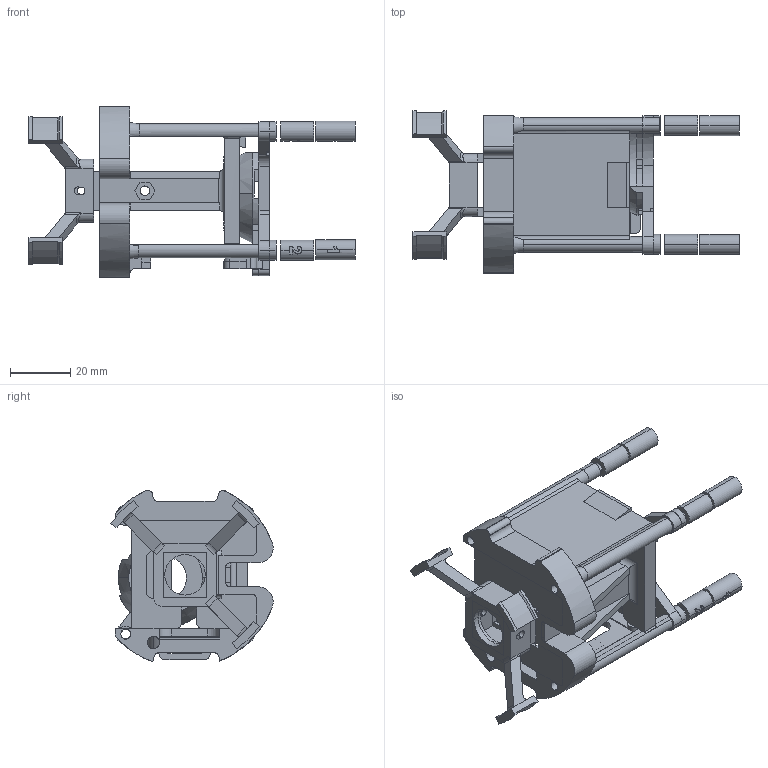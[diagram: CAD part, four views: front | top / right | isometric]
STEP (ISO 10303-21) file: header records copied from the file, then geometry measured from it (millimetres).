
FILE_DESCRIPTION(/* description */ ('VariCAD 2023-2.03 AP-214'),/* implementation_level */ '2;1');
FILE_NAME(/* name */ 'tisk.stp',/* time_stamp */ '2023-04-26T10:24:44+01:00',/* author */ (''),/* organization */ (''),/* preprocessor_version */ 'VariCAD 2023-2.03',/* originating_system */ 'VariCAD 2023-2.03; kernel version (20180118)',/* authorisation */ '');
FILE_SCHEMA(('AUTOMOTIVE_DESIGN'));
Length unit declared in the file: millimetre
Products named in the file (15): tisk
Assembly tree (14 placements, depth 2):
  tisk
    (unnamed)
    (unnamed)
    (unnamed)
    (unnamed)
    (unnamed)
    (unnamed)
    (unnamed)
    (unnamed)
    (unnamed)
    (unnamed)
    (unnamed)
    (unnamed)
    (unnamed)
    (unnamed)
Bounding box: 108.61 x 54.06 x 57.19 mm (x, y, z)
Volume: 35176.3 mm3; surface area: 34332.1 mm2
Topology: 14 solids, 14 shells, 742 faces, 2141 edges, 1427 vertices
Faces by surface type: plane 428, cylinder 276, extrusion 16, bspline 9, cone 7, torus 6
Entity records: 28113 total; most frequent: CARTESIAN_POINT 7750, ORIENTED_EDGE 4282, DIRECTION 4096, EDGE_CURVE 2141, VERTEX_POINT 1427, VECTOR 1370, AXIS2_PLACEMENT_3D 1363, LINE 1354
